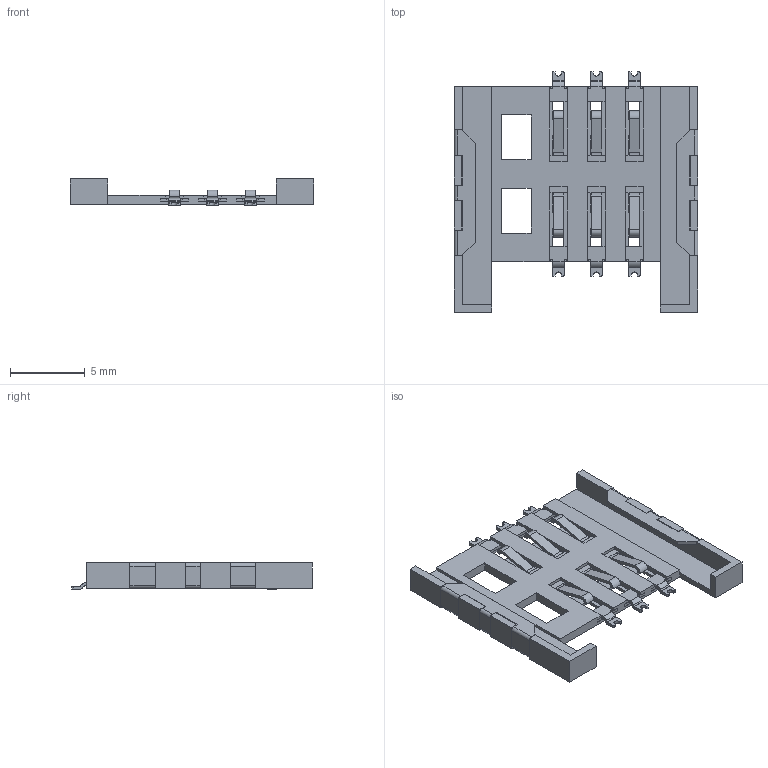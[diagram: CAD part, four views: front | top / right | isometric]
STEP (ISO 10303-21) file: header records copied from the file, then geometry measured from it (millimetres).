
FILE_DESCRIPTION( ( 'Unknown' ), '1' );
FILE_NAME( '693010010601.stp', 'Unknown', ( 'Unknown' ), ( 'Unknown' ), 'PSStep 17.0.49', 'Unknown', ' ' );
FILE_SCHEMA( ( 'AUTOMOTIVE_DESIGN { 1 0 10303 214 1 1 1 1 }' ) );
Length unit declared in the file: millimetre
Products named in the file (4): Assem1; 693010010601; 693010010601_Oreille; 693010010601_PIN
Assembly tree (9 placements, depth 2):
  Assem1
    693010010601
    693010010601_Oreille  x2
    693010010601_PIN  x6
Bounding box: 16.3 x 16.1 x 1.75 mm (x, y, z)
Volume: 111.2 mm3; surface area: 828.1 mm2
Topology: 9 solids, 9 shells, 550 faces, 1600 edges, 1058 vertices
Faces by surface type: plane 436, cylinder 114
Entity records: 11752 total; most frequent: CARTESIAN_POINT 1690, ORIENTED_EDGE 1680, DIRECTION 1478, EDGE_CURVE 840, LINE 786, VECTOR 786, VERTEX_POINT 558, AXIS2_PLACEMENT_3D 346
